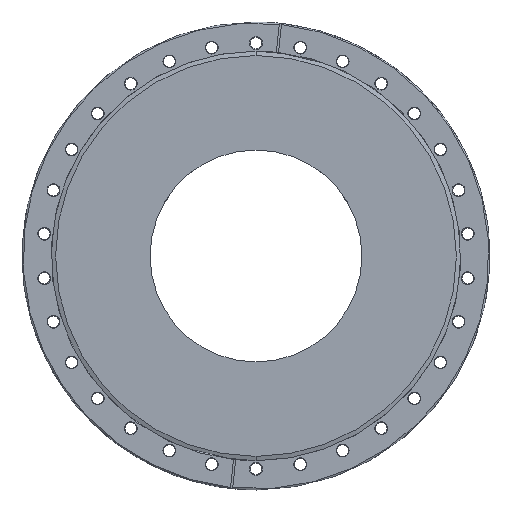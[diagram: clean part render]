
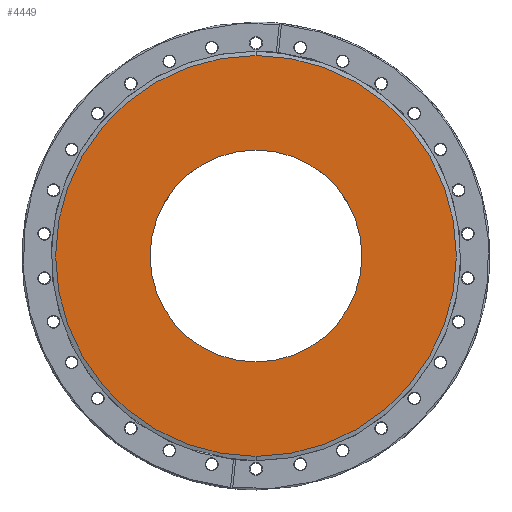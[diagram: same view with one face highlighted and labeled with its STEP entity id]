
A CAD part, top view. The second image highlights one B-rep face of the part: STEP entity #4449.
In plain terms, the highlighted planar face has unit normal (0, 0, 1).
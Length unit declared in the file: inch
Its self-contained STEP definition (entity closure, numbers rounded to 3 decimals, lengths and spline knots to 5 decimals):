
#492=CARTESIAN_POINT('',(0.,0.,-0.05));
#493=DIRECTION('',(0.,0.,-1.));
#494=DIRECTION('',(0.,1.,0.));
#495=AXIS2_PLACEMENT_3D('',#492,#493,#494);
#497=CARTESIAN_POINT('',(0.,0.,-0.05));
#498=DIRECTION('',(0.,0.,1.));
#499=DIRECTION('',(0.,1.,0.));
#500=AXIS2_PLACEMENT_3D('',#497,#498,#499);
#502=CARTESIAN_POINT('',(0.,0.,-0.05));
#503=DIRECTION('',(0.,0.,-1.));
#504=DIRECTION('',(-1.,0.,0.));
#505=AXIS2_PLACEMENT_3D('',#502,#503,#504);
#507=CARTESIAN_POINT('',(0.,0.,-0.05));
#508=DIRECTION('',(0.,0.,-1.));
#509=DIRECTION('',(1.,0.,0.));
#510=AXIS2_PLACEMENT_3D('',#507,#508,#509);
#2818=CARTESIAN_POINT('',(0.,5.675,-0.05));
#2820=VERTEX_POINT('',#2818);
#2824=CARTESIAN_POINT('',(0.,-5.675,-0.05));
#2826=VERTEX_POINT('',#2824);
#2834=CARTESIAN_POINT('',(-3.,0.,-0.05));
#2835=CARTESIAN_POINT('',(3.,0.,-0.05));
#2836=VERTEX_POINT('',#2834);
#2837=VERTEX_POINT('',#2835);
#4434=CARTESIAN_POINT('',(0.,0.,-0.05));
#4435=DIRECTION('',(0.,0.,1.));
#4436=DIRECTION('',(0.,1.,0.));
#4437=AXIS2_PLACEMENT_3D('',#4434,#4435,#4436);
#4438=PLANE('',#4437);
#4439=ORIENTED_EDGE('',*,*,#4416,.T.);
#4440=ORIENTED_EDGE('',*,*,#4427,.F.);
#4441=EDGE_LOOP('',(#4439,#4440));
#4442=FACE_OUTER_BOUND('',#4441,.F.);
#4444=ORIENTED_EDGE('',*,*,#4443,.F.);
#4446=ORIENTED_EDGE('',*,*,#4445,.F.);
#4447=EDGE_LOOP('',(#4444,#4446));
#4448=FACE_BOUND('',#4447,.F.);
#4449=ADVANCED_FACE('',(#4442,#4448),#4438,.T.);
#496=CIRCLE('',#495,5.675);
#501=CIRCLE('',#500,5.675);
#506=CIRCLE('',#505,3.);
#511=CIRCLE('',#510,3.);
#4416=EDGE_CURVE('',#2820,#2826,#496,.T.);
#4427=EDGE_CURVE('',#2820,#2826,#501,.T.);
#4443=EDGE_CURVE('',#2836,#2837,#506,.T.);
#4445=EDGE_CURVE('',#2837,#2836,#511,.T.);
